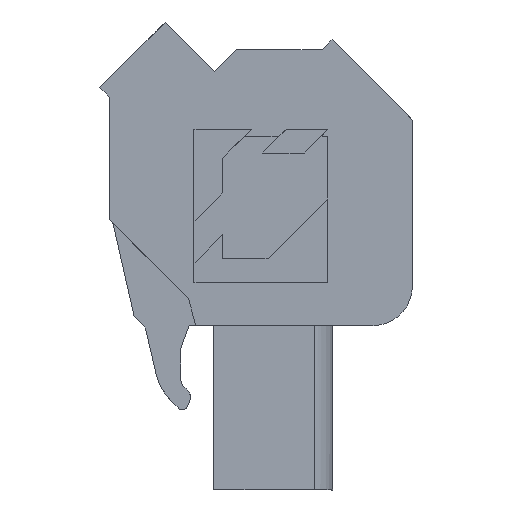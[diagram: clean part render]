
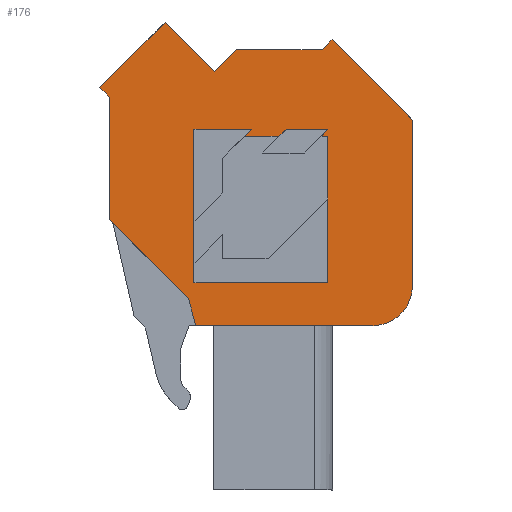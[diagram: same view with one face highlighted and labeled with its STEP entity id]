
A CAD part, left-side view. The second image highlights one B-rep face of the part: STEP entity #176.
In plain terms, the highlighted planar face has unit normal (-1, 0, 0).
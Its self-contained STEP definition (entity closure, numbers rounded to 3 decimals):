
#34=AXIS2_PLACEMENT_3D('Plane Axis2P3D',#31,#32,#33) ;
#124=AXIS2_PLACEMENT_3D('Circle Axis2P3D',#122,#123,$) ;
#31=CARTESIAN_POINT('Axis2P3D Location',(0.975,0.,0.)) ;
#36=CARTESIAN_POINT('Line Origine',(0.975,0.,14.569)) ;
#40=CARTESIAN_POINT('Vertex',(0.975,0.,10.35)) ;
#42=CARTESIAN_POINT('Vertex',(0.975,0.,18.789)) ;
#45=CARTESIAN_POINT('Line Origine',(0.975,2.038,20.827)) ;
#49=CARTESIAN_POINT('Vertex',(0.975,4.076,22.865)) ;
#52=CARTESIAN_POINT('Line Origine',(0.975,4.328,22.614)) ;
#56=CARTESIAN_POINT('Vertex',(0.975,4.58,22.362)) ;
#59=CARTESIAN_POINT('Line Origine',(0.975,6.753,22.362)) ;
#63=CARTESIAN_POINT('Vertex',(0.975,8.925,22.362)) ;
#66=CARTESIAN_POINT('Line Origine',(0.975,9.486,21.811)) ;
#70=CARTESIAN_POINT('Vertex',(0.975,10.047,21.26)) ;
#73=CARTESIAN_POINT('Line Origine',(0.975,11.3,22.513)) ;
#77=CARTESIAN_POINT('Vertex',(0.975,12.554,23.766)) ;
#80=CARTESIAN_POINT('Line Origine',(0.975,14.215,22.105)) ;
#84=CARTESIAN_POINT('Vertex',(0.975,15.877,20.443)) ;
#87=CARTESIAN_POINT('Line Origine',(0.975,15.628,20.194)) ;
#91=CARTESIAN_POINT('Vertex',(0.975,15.379,19.945)) ;
#94=CARTESIAN_POINT('Line Origine',(0.975,15.379,16.837)) ;
#98=CARTESIAN_POINT('Vertex',(0.975,15.379,13.729)) ;
#101=CARTESIAN_POINT('Line Origine',(0.975,13.372,11.722)) ;
#105=CARTESIAN_POINT('Vertex',(0.975,11.366,9.716)) ;
#108=CARTESIAN_POINT('Line Origine',(0.975,11.183,9.033)) ;
#112=CARTESIAN_POINT('Vertex',(0.975,11.,8.35)) ;
#115=CARTESIAN_POINT('Line Origine',(0.975,6.5,8.35)) ;
#119=CARTESIAN_POINT('Vertex',(0.975,2.,8.35)) ;
#122=CARTESIAN_POINT('Axis2P3D Location',(0.975,2.,10.35)) ;
#142=CARTESIAN_POINT('Line Origine',(0.975,7.687,10.98)) ;
#146=CARTESIAN_POINT('Vertex',(0.975,11.087,10.98)) ;
#148=CARTESIAN_POINT('Vertex',(0.975,4.287,10.98)) ;
#151=CARTESIAN_POINT('Line Origine',(0.975,11.087,14.375)) ;
#155=CARTESIAN_POINT('Vertex',(0.975,11.087,17.77)) ;
#158=CARTESIAN_POINT('Line Origine',(0.975,7.687,17.77)) ;
#162=CARTESIAN_POINT('Vertex',(0.975,4.287,17.77)) ;
#165=CARTESIAN_POINT('Line Origine',(0.975,4.287,14.375)) ;
#32=DIRECTION('Axis2P3D Direction',(-1.,0.,0.)) ;
#33=DIRECTION('Axis2P3D XDirection',(0.,0.,1.)) ;
#37=DIRECTION('Vector Direction',(0.,0.,1.)) ;
#46=DIRECTION('Vector Direction',(0.,-0.707,-0.707)) ;
#53=DIRECTION('Vector Direction',(0.,0.707,-0.707)) ;
#60=DIRECTION('Vector Direction',(0.,-1.,0.)) ;
#67=DIRECTION('Vector Direction',(0.,-0.713,0.701)) ;
#74=DIRECTION('Vector Direction',(0.,-0.707,-0.707)) ;
#81=DIRECTION('Vector Direction',(0.,-0.707,0.707)) ;
#88=DIRECTION('Vector Direction',(0.,-0.707,-0.707)) ;
#95=DIRECTION('Vector Direction',(0.,0.,-1.)) ;
#102=DIRECTION('Vector Direction',(0.,-0.707,-0.707)) ;
#109=DIRECTION('Vector Direction',(0.,-0.259,-0.966)) ;
#116=DIRECTION('Vector Direction',(0.,-1.,0.)) ;
#123=DIRECTION('Axis2P3D Direction',(-1.,0.,0.)) ;
#143=DIRECTION('Vector Direction',(0.,-1.,0.)) ;
#152=DIRECTION('Vector Direction',(0.,0.,-1.)) ;
#159=DIRECTION('Vector Direction',(0.,-1.,0.)) ;
#166=DIRECTION('Vector Direction',(0.,0.,-1.)) ;
#38=VECTOR('Line Direction',#37,1.) ;
#47=VECTOR('Line Direction',#46,1.) ;
#54=VECTOR('Line Direction',#53,1.) ;
#61=VECTOR('Line Direction',#60,1.) ;
#68=VECTOR('Line Direction',#67,1.) ;
#75=VECTOR('Line Direction',#74,1.) ;
#82=VECTOR('Line Direction',#81,1.) ;
#89=VECTOR('Line Direction',#88,1.) ;
#96=VECTOR('Line Direction',#95,1.) ;
#103=VECTOR('Line Direction',#102,1.) ;
#110=VECTOR('Line Direction',#109,1.) ;
#117=VECTOR('Line Direction',#116,1.) ;
#144=VECTOR('Line Direction',#143,1.) ;
#153=VECTOR('Line Direction',#152,1.) ;
#160=VECTOR('Line Direction',#159,1.) ;
#167=VECTOR('Line Direction',#166,1.) ;
#128=ORIENTED_EDGE('',*,*,#44,.T.) ;
#129=ORIENTED_EDGE('',*,*,#51,.T.) ;
#130=ORIENTED_EDGE('',*,*,#58,.T.) ;
#131=ORIENTED_EDGE('',*,*,#65,.T.) ;
#132=ORIENTED_EDGE('',*,*,#72,.T.) ;
#133=ORIENTED_EDGE('',*,*,#79,.T.) ;
#134=ORIENTED_EDGE('',*,*,#86,.T.) ;
#135=ORIENTED_EDGE('',*,*,#93,.T.) ;
#136=ORIENTED_EDGE('',*,*,#100,.T.) ;
#137=ORIENTED_EDGE('',*,*,#107,.T.) ;
#138=ORIENTED_EDGE('',*,*,#114,.T.) ;
#139=ORIENTED_EDGE('',*,*,#121,.T.) ;
#140=ORIENTED_EDGE('',*,*,#126,.T.) ;
#171=ORIENTED_EDGE('',*,*,#150,.F.) ;
#172=ORIENTED_EDGE('',*,*,#157,.F.) ;
#173=ORIENTED_EDGE('',*,*,#164,.T.) ;
#174=ORIENTED_EDGE('',*,*,#169,.T.) ;
#175=FACE_BOUND('',#170,.T.) ;
#176=ADVANCED_FACE('HOUSING',(#141,#175),#35,.T.) ;
#125=CIRCLE('generated circle',#124,2.) ;
#44=EDGE_CURVE('',#41,#43,#39,.T.) ;
#51=EDGE_CURVE('',#43,#50,#48,.F.) ;
#58=EDGE_CURVE('',#50,#57,#55,.T.) ;
#65=EDGE_CURVE('',#57,#64,#62,.F.) ;
#72=EDGE_CURVE('',#64,#71,#69,.F.) ;
#79=EDGE_CURVE('',#71,#78,#76,.F.) ;
#86=EDGE_CURVE('',#78,#85,#83,.F.) ;
#93=EDGE_CURVE('',#85,#92,#90,.T.) ;
#100=EDGE_CURVE('',#92,#99,#97,.T.) ;
#107=EDGE_CURVE('',#99,#106,#104,.T.) ;
#114=EDGE_CURVE('',#106,#113,#111,.T.) ;
#121=EDGE_CURVE('',#113,#120,#118,.T.) ;
#126=EDGE_CURVE('',#120,#41,#125,.T.) ;
#150=EDGE_CURVE('',#147,#149,#145,.T.) ;
#157=EDGE_CURVE('',#156,#147,#154,.T.) ;
#164=EDGE_CURVE('',#156,#163,#161,.T.) ;
#169=EDGE_CURVE('',#163,#149,#168,.T.) ;
#127=EDGE_LOOP('',(#128,#129,#130,#131,#132,#133,#134,#135,#136,#137,#138,#139,#140)) ;
#170=EDGE_LOOP('',(#171,#172,#173,#174)) ;
#141=FACE_OUTER_BOUND('',#127,.T.) ;
#39=LINE('Line',#36,#38) ;
#48=LINE('Line',#45,#47) ;
#55=LINE('Line',#52,#54) ;
#62=LINE('Line',#59,#61) ;
#69=LINE('Line',#66,#68) ;
#76=LINE('Line',#73,#75) ;
#83=LINE('Line',#80,#82) ;
#90=LINE('Line',#87,#89) ;
#97=LINE('Line',#94,#96) ;
#104=LINE('Line',#101,#103) ;
#111=LINE('Line',#108,#110) ;
#118=LINE('Line',#115,#117) ;
#145=LINE('Line',#142,#144) ;
#154=LINE('Line',#151,#153) ;
#161=LINE('Line',#158,#160) ;
#168=LINE('Line',#165,#167) ;
#35=PLANE('',#34) ;
#41=VERTEX_POINT('',#40) ;
#43=VERTEX_POINT('',#42) ;
#50=VERTEX_POINT('',#49) ;
#57=VERTEX_POINT('',#56) ;
#64=VERTEX_POINT('',#63) ;
#71=VERTEX_POINT('',#70) ;
#78=VERTEX_POINT('',#77) ;
#85=VERTEX_POINT('',#84) ;
#92=VERTEX_POINT('',#91) ;
#99=VERTEX_POINT('',#98) ;
#106=VERTEX_POINT('',#105) ;
#113=VERTEX_POINT('',#112) ;
#120=VERTEX_POINT('',#119) ;
#147=VERTEX_POINT('',#146) ;
#149=VERTEX_POINT('',#148) ;
#156=VERTEX_POINT('',#155) ;
#163=VERTEX_POINT('',#162) ;
